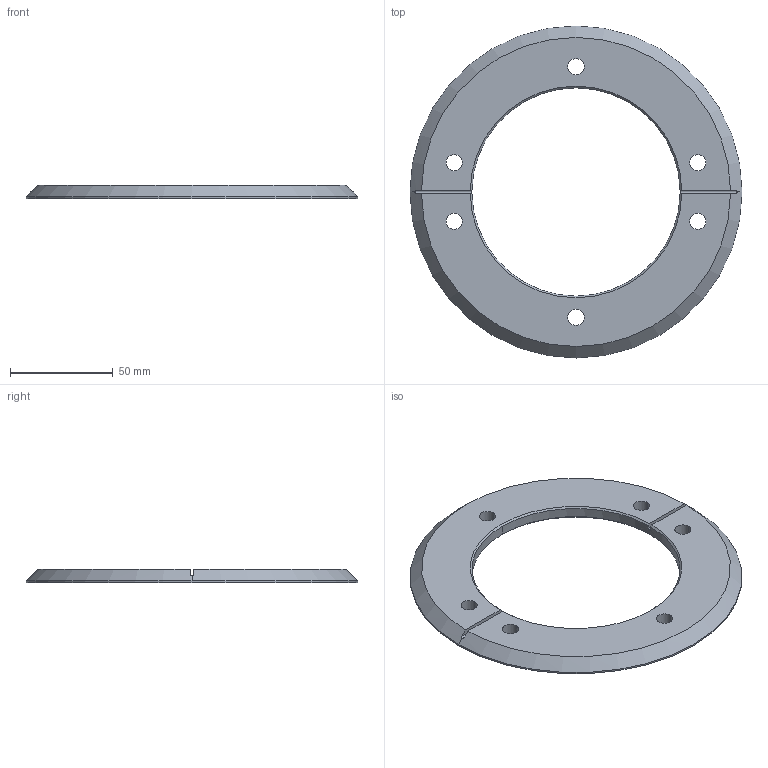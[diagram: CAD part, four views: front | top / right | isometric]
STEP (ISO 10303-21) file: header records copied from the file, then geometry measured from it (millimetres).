
FILE_DESCRIPTION (( 'STEP AP203' ), '1' );
FILE_NAME ('G74.STEP', '2022-04-20T20:18:32', ( '' ), ( '' ), 'SwSTEP 2.0', 'SolidWorks 2020', '' );
FILE_SCHEMA (( 'CONFIG_CONTROL_DESIGN' ));
Length unit declared in the file: inch
Products named in the file (1): G74
Bounding box: 161.93 x 161.93 x 6.35 mm (x, y, z)
Volume: 67228.8 mm3; surface area: 29297.9 mm2
Topology: 1 solids, 1 shells, 41 faces, 112 edges, 72 vertices
Faces by surface type: cylinder 20, cone 12, plane 7, torus 2
Entity records: 1481 total; most frequent: CARTESIAN_POINT 314, DIRECTION 236, ORIENTED_EDGE 224, EDGE_CURVE 112, AXIS2_PLACEMENT_3D 98, VERTEX_POINT 72, CIRCLE 56, EDGE_LOOP 54
